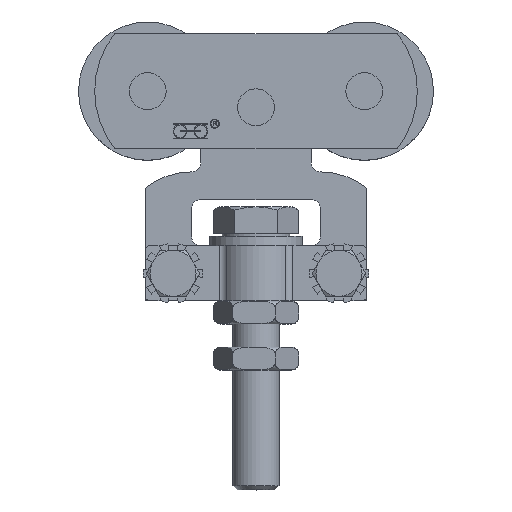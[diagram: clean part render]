
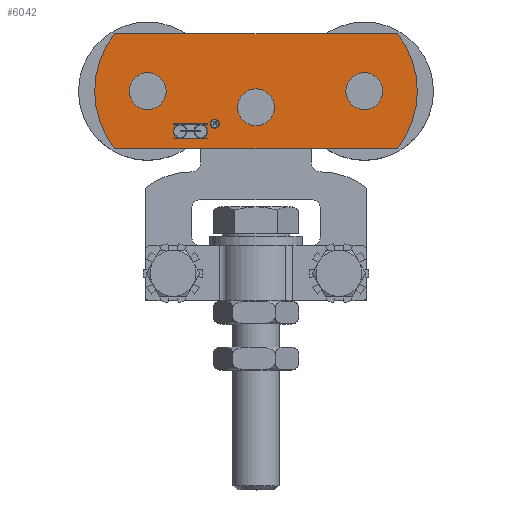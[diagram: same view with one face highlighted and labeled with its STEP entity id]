
A CAD part, top view. The second image highlights one B-rep face of the part: STEP entity #6042.
In plain terms, the highlighted planar face has unit normal (0, 0, 1).
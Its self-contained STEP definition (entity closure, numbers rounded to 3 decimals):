
#238=CIRCLE('',#6678,1.5);
#239=CIRCLE('',#6681,1.5);
#245=CIRCLE('',#6706,1.);
#247=CIRCLE('',#6710,20.);
#248=CIRCLE('',#6711,20.);
#249=CIRCLE('',#6712,2.85);
#250=CIRCLE('',#6713,2.85);
#251=CIRCLE('',#6714,2.85);
#252=CIRCLE('',#6715,2.85);
#253=CIRCLE('',#6716,2.85);
#254=CIRCLE('',#6717,2.85);
#757=FACE_BOUND('',#1347,.T.);
#758=FACE_BOUND('',#1348,.T.);
#759=FACE_BOUND('',#1349,.T.);
#760=FACE_BOUND('',#1350,.T.);
#761=FACE_BOUND('',#1351,.T.);
#836=PLANE('',#6709);
#1011=FACE_OUTER_BOUND('',#1346,.T.);
#1346=EDGE_LOOP('',(#4405,#4406,#4407,#4408));
#1347=EDGE_LOOP('',(#4409,#4410,#4411,#4412,#4413,#4414,#4415,#4416,#4417,
#4418,#4419,#4420));
#1348=EDGE_LOOP('',(#4421));
#1349=EDGE_LOOP('',(#4422,#4423));
#1350=EDGE_LOOP('',(#4424,#4425));
#1351=EDGE_LOOP('',(#4426,#4427));
#1745=LINE('',#9685,#2221);
#1748=LINE('',#9691,#2224);
#1751=LINE('',#9697,#2227);
#1754=LINE('',#9703,#2230);
#1757=LINE('',#9708,#2233);
#1759=LINE('',#9713,#2235);
#1764=LINE('',#9722,#2240);
#1765=LINE('',#9725,#2241);
#1768=LINE('',#9731,#2244);
#1771=LINE('',#9736,#2247);
#1777=LINE('',#9760,#2253);
#1778=LINE('',#9763,#2254);
#2221=VECTOR('',#7563,10.);
#2224=VECTOR('',#7570,10.);
#2227=VECTOR('',#7575,10.);
#2230=VECTOR('',#7580,10.);
#2233=VECTOR('',#7585,10.);
#2235=VECTOR('',#7591,10.);
#2240=VECTOR('',#7598,10.);
#2241=VECTOR('',#7601,10.);
#2244=VECTOR('',#7606,10.);
#2247=VECTOR('',#7611,10.);
#2253=VECTOR('',#7639,10.);
#2254=VECTOR('',#7642,10.);
#2702=VERTEX_POINT('',#9628);
#2706=VERTEX_POINT('',#9637);
#2710=VERTEX_POINT('',#9646);
#2714=VERTEX_POINT('',#9655);
#2719=VERTEX_POINT('',#9683);
#2720=VERTEX_POINT('',#9690);
#2722=VERTEX_POINT('',#9696);
#2724=VERTEX_POINT('',#9702);
#2726=VERTEX_POINT('',#9712);
#2729=VERTEX_POINT('',#9720);
#2730=VERTEX_POINT('',#9724);
#2732=VERTEX_POINT('',#9730);
#2736=VERTEX_POINT('',#9749);
#2738=VERTEX_POINT('',#9756);
#2739=VERTEX_POINT('',#9757);
#2740=VERTEX_POINT('',#9759);
#2741=VERTEX_POINT('',#9761);
#2742=VERTEX_POINT('',#9764);
#2743=VERTEX_POINT('',#9765);
#2744=VERTEX_POINT('',#9768);
#2745=VERTEX_POINT('',#9769);
#2746=VERTEX_POINT('',#9772);
#2747=VERTEX_POINT('',#9773);
#3346=EDGE_CURVE('',#2714,#2710,#238,.T.);
#3351=EDGE_CURVE('',#2702,#2706,#239,.T.);
#3361=EDGE_CURVE('',#2710,#2719,#1745,.T.);
#3364=EDGE_CURVE('',#2719,#2720,#1748,.T.);
#3367=EDGE_CURVE('',#2722,#2702,#1751,.T.);
#3370=EDGE_CURVE('',#2724,#2722,#1754,.T.);
#3373=EDGE_CURVE('',#2720,#2724,#1757,.T.);
#3375=EDGE_CURVE('',#2726,#2714,#1759,.T.);
#3380=EDGE_CURVE('',#2706,#2729,#1764,.T.);
#3381=EDGE_CURVE('',#2730,#2726,#1765,.T.);
#3384=EDGE_CURVE('',#2732,#2730,#1768,.T.);
#3387=EDGE_CURVE('',#2729,#2732,#1771,.T.);
#3394=EDGE_CURVE('',#2736,#2736,#245,.T.);
#3397=EDGE_CURVE('',#2738,#2739,#247,.T.);
#3398=EDGE_CURVE('',#2740,#2739,#1777,.T.);
#3399=EDGE_CURVE('',#2740,#2741,#248,.T.);
#3400=EDGE_CURVE('',#2738,#2741,#1778,.T.);
#3401=EDGE_CURVE('',#2742,#2743,#249,.T.);
#3402=EDGE_CURVE('',#2743,#2742,#250,.T.);
#3403=EDGE_CURVE('',#2744,#2745,#251,.T.);
#3404=EDGE_CURVE('',#2745,#2744,#252,.T.);
#3405=EDGE_CURVE('',#2746,#2747,#253,.T.);
#3406=EDGE_CURVE('',#2747,#2746,#254,.T.);
#4405=ORIENTED_EDGE('',*,*,#3397,.T.);
#4406=ORIENTED_EDGE('',*,*,#3398,.F.);
#4407=ORIENTED_EDGE('',*,*,#3399,.T.);
#4408=ORIENTED_EDGE('',*,*,#3400,.F.);
#4409=ORIENTED_EDGE('',*,*,#3351,.T.);
#4410=ORIENTED_EDGE('',*,*,#3380,.T.);
#4411=ORIENTED_EDGE('',*,*,#3387,.T.);
#4412=ORIENTED_EDGE('',*,*,#3384,.T.);
#4413=ORIENTED_EDGE('',*,*,#3381,.T.);
#4414=ORIENTED_EDGE('',*,*,#3375,.T.);
#4415=ORIENTED_EDGE('',*,*,#3346,.T.);
#4416=ORIENTED_EDGE('',*,*,#3361,.T.);
#4417=ORIENTED_EDGE('',*,*,#3364,.T.);
#4418=ORIENTED_EDGE('',*,*,#3373,.T.);
#4419=ORIENTED_EDGE('',*,*,#3370,.T.);
#4420=ORIENTED_EDGE('',*,*,#3367,.T.);
#4421=ORIENTED_EDGE('',*,*,#3394,.T.);
#4422=ORIENTED_EDGE('',*,*,#3401,.T.);
#4423=ORIENTED_EDGE('',*,*,#3402,.T.);
#4424=ORIENTED_EDGE('',*,*,#3403,.T.);
#4425=ORIENTED_EDGE('',*,*,#3404,.T.);
#4426=ORIENTED_EDGE('',*,*,#3405,.T.);
#4427=ORIENTED_EDGE('',*,*,#3406,.T.);
#6042=ADVANCED_FACE('',(#1011,#757,#758,#759,#760,#761),#836,.T.);
#6678=AXIS2_PLACEMENT_3D('',#9660,#7531,#7532);
#6681=AXIS2_PLACEMENT_3D('',#9669,#7541,#7542);
#6706=AXIS2_PLACEMENT_3D('',#9750,#7628,#7629);
#6709=AXIS2_PLACEMENT_3D('',#9755,#7635,#7636);
#6710=AXIS2_PLACEMENT_3D('',#9758,#7637,#7638);
#6711=AXIS2_PLACEMENT_3D('',#9762,#7640,#7641);
#6712=AXIS2_PLACEMENT_3D('',#9766,#7643,#7644);
#6713=AXIS2_PLACEMENT_3D('',#9767,#7645,#7646);
#6714=AXIS2_PLACEMENT_3D('',#9770,#7647,#7648);
#6715=AXIS2_PLACEMENT_3D('',#9771,#7649,#7650);
#6716=AXIS2_PLACEMENT_3D('',#9774,#7651,#7652);
#6717=AXIS2_PLACEMENT_3D('',#9775,#7653,#7654);
#7531=DIRECTION('center_axis',(0.,0.,-1.));
#7532=DIRECTION('ref_axis',(0.999,0.05,0.));
#7541=DIRECTION('center_axis',(0.,0.,-1.));
#7542=DIRECTION('ref_axis',(-0.999,-0.05,0.));
#7563=DIRECTION('',(-1.,0.,0.));
#7570=DIRECTION('',(0.,1.,0.));
#7575=DIRECTION('',(-1.,0.,0.));
#7580=DIRECTION('',(0.,-1.,0.));
#7585=DIRECTION('',(1.,0.,0.));
#7591=DIRECTION('',(1.,0.,0.));
#7598=DIRECTION('',(1.,0.,0.));
#7601=DIRECTION('',(0.,1.,0.));
#7606=DIRECTION('',(-1.,0.,0.));
#7611=DIRECTION('',(0.,-1.,0.));
#7628=DIRECTION('center_axis',(0.,0.,-1.));
#7629=DIRECTION('ref_axis',(-1.,0.,0.));
#7635=DIRECTION('center_axis',(0.,0.,1.));
#7636=DIRECTION('ref_axis',(1.,0.,0.));
#7637=DIRECTION('center_axis',(0.,0.,1.));
#7638=DIRECTION('ref_axis',(-0.781,0.625,0.));
#7639=DIRECTION('',(1.,0.,0.));
#7640=DIRECTION('center_axis',(0.,0.,1.));
#7641=DIRECTION('ref_axis',(0.781,-0.625,0.));
#7642=DIRECTION('',(-1.,0.,0.));
#7643=DIRECTION('center_axis',(0.,0.,-1.));
#7644=DIRECTION('ref_axis',(1.,0.,0.));
#7645=DIRECTION('center_axis',(0.,0.,-1.));
#7646=DIRECTION('ref_axis',(1.,0.,0.));
#7647=DIRECTION('center_axis',(0.,0.,-1.));
#7648=DIRECTION('ref_axis',(1.,0.,0.));
#7649=DIRECTION('center_axis',(0.,0.,-1.));
#7650=DIRECTION('ref_axis',(1.,0.,0.));
#7651=DIRECTION('center_axis',(0.,0.,-1.));
#7652=DIRECTION('ref_axis',(1.,0.,0.));
#7653=DIRECTION('center_axis',(0.,0.,-1.));
#7654=DIRECTION('ref_axis',(1.,0.,0.));
#9628=CARTESIAN_POINT('',(23.038,5.296,1.5));
#9637=CARTESIAN_POINT('',(23.038,2.296,1.5));
#9646=CARTESIAN_POINT('',(18.538,5.296,1.5));
#9655=CARTESIAN_POINT('',(18.538,2.296,1.5));
#9660=CARTESIAN_POINT('Origin',(18.538,3.796,1.5));
#9669=CARTESIAN_POINT('Origin',(23.038,3.796,1.5));
#9683=CARTESIAN_POINT('',(17.038,5.296,1.5));
#9685=CARTESIAN_POINT('',(29.769,5.296,1.5));
#9690=CARTESIAN_POINT('',(17.038,5.446,1.5));
#9691=CARTESIAN_POINT('',(17.038,8.898,1.5));
#9696=CARTESIAN_POINT('',(24.538,5.296,1.5));
#9697=CARTESIAN_POINT('',(29.769,5.296,1.5));
#9702=CARTESIAN_POINT('',(24.538,5.446,1.5));
#9703=CARTESIAN_POINT('',(24.538,8.973,1.5));
#9708=CARTESIAN_POINT('',(26.019,5.446,1.5));
#9712=CARTESIAN_POINT('',(17.038,2.296,1.5));
#9713=CARTESIAN_POINT('',(26.019,2.296,1.5));
#9720=CARTESIAN_POINT('',(24.538,2.296,1.5));
#9722=CARTESIAN_POINT('',(26.019,2.296,1.5));
#9724=CARTESIAN_POINT('',(17.038,2.146,1.5));
#9725=CARTESIAN_POINT('',(17.038,7.323,1.5));
#9730=CARTESIAN_POINT('',(24.538,2.146,1.5));
#9731=CARTESIAN_POINT('',(29.769,2.146,1.5));
#9736=CARTESIAN_POINT('',(24.538,7.398,1.5));
#9749=CARTESIAN_POINT('',(27.038,5.446,1.5));
#9750=CARTESIAN_POINT('Origin',(26.038,5.446,1.5));
#9755=CARTESIAN_POINT('Origin',(35.,12.5,1.5));
#9756=CARTESIAN_POINT('',(65.612,0.,1.5));
#9757=CARTESIAN_POINT('',(65.612,25.,1.5));
#9758=CARTESIAN_POINT('Origin',(50.,12.5,1.5));
#9759=CARTESIAN_POINT('',(4.388,25.,1.5));
#9760=CARTESIAN_POINT('',(70.,25.,1.5));
#9761=CARTESIAN_POINT('',(4.388,0.,1.5));
#9762=CARTESIAN_POINT('Origin',(20.,12.5,1.5));
#9763=CARTESIAN_POINT('',(0.,0.,1.5));
#9764=CARTESIAN_POINT('',(61.35,12.5,1.5));
#9765=CARTESIAN_POINT('',(55.65,12.5,1.5));
#9766=CARTESIAN_POINT('Origin',(58.5,12.5,1.5));
#9767=CARTESIAN_POINT('Origin',(58.5,12.5,1.5));
#9768=CARTESIAN_POINT('',(14.35,12.5,1.5));
#9769=CARTESIAN_POINT('',(8.65,12.5,1.5));
#9770=CARTESIAN_POINT('Origin',(11.5,12.5,1.5));
#9771=CARTESIAN_POINT('Origin',(11.5,12.5,1.5));
#9772=CARTESIAN_POINT('',(37.85,9.,1.5));
#9773=CARTESIAN_POINT('',(32.15,9.,1.5));
#9774=CARTESIAN_POINT('Origin',(35.,9.,1.5));
#9775=CARTESIAN_POINT('Origin',(35.,9.,1.5));
